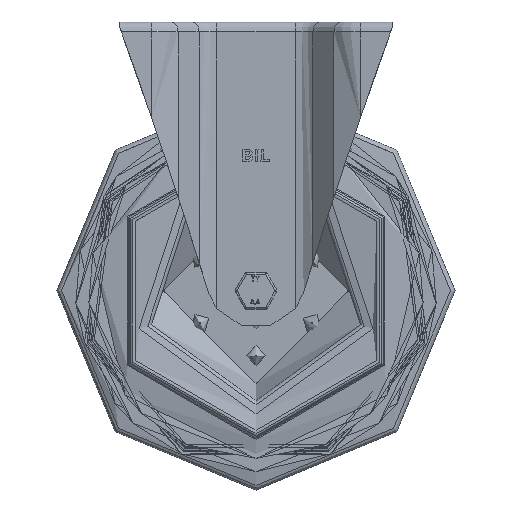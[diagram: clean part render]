
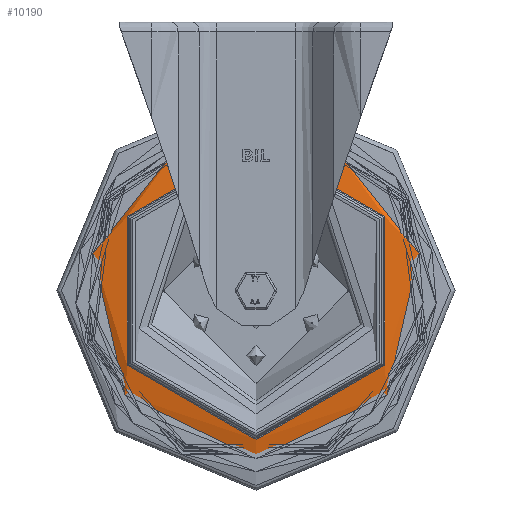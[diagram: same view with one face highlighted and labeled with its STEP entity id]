
A CAD part, front view. The second image highlights one B-rep face of the part: STEP entity #10190.
In plain terms, the highlighted conical face has half-angle 77.943 degrees and reference radius 79.341 mm.
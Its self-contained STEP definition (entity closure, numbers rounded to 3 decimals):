
#73=CONICAL_SURFACE('',#11138,79.341,1.36);
#710=CIRCLE('',#11139,84.);
#711=CIRCLE('',#11140,74.682);
#1657=FACE_OUTER_BOUND('',#2304,.T.);
#2304=EDGE_LOOP('',(#7777,#7778,#7779,#7780));
#3013=LINE('',#16572,#3748);
#3748=VECTOR('',#12901,79.341);
#4572=VERTEX_POINT('',#16569);
#4573=VERTEX_POINT('',#16571);
#5728=EDGE_CURVE('',#4572,#4572,#710,.T.);
#5729=EDGE_CURVE('',#4572,#4573,#3013,.T.);
#5730=EDGE_CURVE('',#4573,#4573,#711,.T.);
#7777=ORIENTED_EDGE('',*,*,#5728,.F.);
#7778=ORIENTED_EDGE('',*,*,#5729,.T.);
#7779=ORIENTED_EDGE('',*,*,#5730,.T.);
#7780=ORIENTED_EDGE('',*,*,#5729,.F.);
#10190=ADVANCED_FACE('',(#1657),#73,.T.);
#11138=AXIS2_PLACEMENT_3D('',#16568,#12897,#12898);
#11139=AXIS2_PLACEMENT_3D('',#16570,#12899,#12900);
#11140=AXIS2_PLACEMENT_3D('',#16573,#12902,#12903);
#12897=DIRECTION('center_axis',(0.,1.,0.));
#12898=DIRECTION('ref_axis',(0.,0.,1.));
#12899=DIRECTION('center_axis',(0.,1.,0.));
#12900=DIRECTION('ref_axis',(0.,0.,1.));
#12901=DIRECTION('',(0.,-0.209,0.978));
#12902=DIRECTION('center_axis',(0.,1.,0.));
#12903=DIRECTION('ref_axis',(0.,0.,1.));
#16568=CARTESIAN_POINT('Origin',(0.,-18.913,0.));
#16569=CARTESIAN_POINT('',(0.,-17.917,-84.));
#16570=CARTESIAN_POINT('Origin',(0.,-17.917,0.));
#16571=CARTESIAN_POINT('',(0.,-19.908,-74.682));
#16572=CARTESIAN_POINT('',(0.,-18.913,-79.341));
#16573=CARTESIAN_POINT('Origin',(0.,-19.908,0.));
